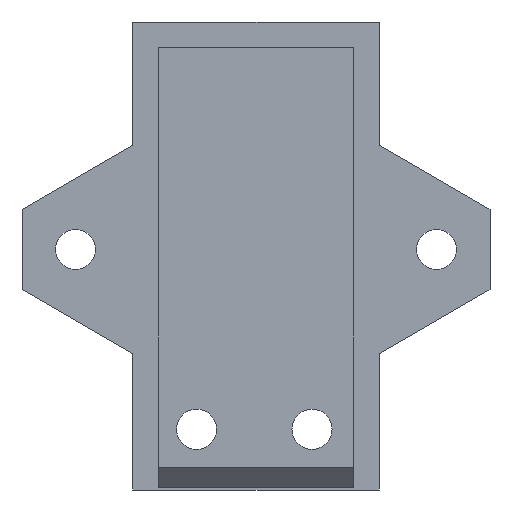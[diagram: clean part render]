
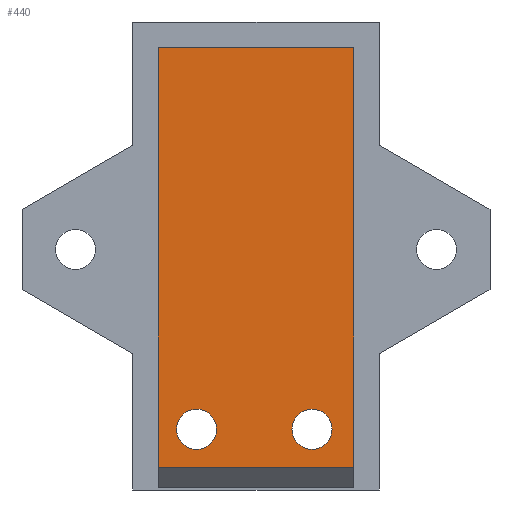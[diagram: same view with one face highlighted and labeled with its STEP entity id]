
A CAD part, front view. The second image highlights one B-rep face of the part: STEP entity #440.
In plain terms, the highlighted planar face has unit normal (0, -1, 0).
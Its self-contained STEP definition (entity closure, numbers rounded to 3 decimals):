
#15=FACE_BOUND('',#73,.T.);
#16=FACE_BOUND('',#74,.T.);
#28=PLANE('',#481);
#49=FACE_OUTER_BOUND('',#72,.T.);
#72=EDGE_LOOP('',(#334,#335,#336,#337));
#73=EDGE_LOOP('',(#338));
#74=EDGE_LOOP('',(#339));
#101=LINE('',#636,#153);
#105=LINE('',#644,#157);
#108=LINE('',#650,#160);
#111=LINE('',#654,#163);
#153=VECTOR('',#521,10.);
#157=VECTOR('',#527,10.);
#160=VECTOR('',#532,10.);
#163=VECTOR('',#537,10.);
#203=CIRCLE('',#473,1.5);
#205=CIRCLE('',#476,1.5);
#211=VERTEX_POINT('',#622);
#213=VERTEX_POINT('',#628);
#215=VERTEX_POINT('',#633);
#216=VERTEX_POINT('',#635);
#219=VERTEX_POINT('',#643);
#221=VERTEX_POINT('',#649);
#252=EDGE_CURVE('',#211,#211,#203,.T.);
#255=EDGE_CURVE('',#213,#213,#205,.T.);
#257=EDGE_CURVE('',#216,#215,#101,.T.);
#261=EDGE_CURVE('',#219,#216,#105,.T.);
#264=EDGE_CURVE('',#221,#219,#108,.T.);
#267=EDGE_CURVE('',#215,#221,#111,.T.);
#334=ORIENTED_EDGE('',*,*,#257,.T.);
#335=ORIENTED_EDGE('',*,*,#267,.T.);
#336=ORIENTED_EDGE('',*,*,#264,.T.);
#337=ORIENTED_EDGE('',*,*,#261,.T.);
#338=ORIENTED_EDGE('',*,*,#252,.T.);
#339=ORIENTED_EDGE('',*,*,#255,.T.);
#440=ADVANCED_FACE('',(#49,#15,#16),#28,.T.);
#473=AXIS2_PLACEMENT_3D('',#624,#509,#510);
#476=AXIS2_PLACEMENT_3D('',#630,#516,#517);
#481=AXIS2_PLACEMENT_3D('',#655,#538,#539);
#509=DIRECTION('center_axis',(0.,1.,0.));
#510=DIRECTION('ref_axis',(-1.,0.,0.));
#516=DIRECTION('center_axis',(0.,1.,0.));
#517=DIRECTION('ref_axis',(-1.,0.,0.));
#521=DIRECTION('',(1.,0.,0.));
#527=DIRECTION('',(0.,0.,-1.));
#532=DIRECTION('',(-1.,0.,0.));
#537=DIRECTION('',(0.,0.,1.));
#538=DIRECTION('center_axis',(0.,-1.,0.));
#539=DIRECTION('ref_axis',(0.,0.,-1.));
#622=CARTESIAN_POINT('',(-2.945,-24.,57.24));
#624=CARTESIAN_POINT('Origin',(-4.445,-24.,57.24));
#628=CARTESIAN_POINT('',(5.691,-24.,57.24));
#630=CARTESIAN_POINT('Origin',(4.191,-24.,57.24));
#633=CARTESIAN_POINT('',(7.3,-24.,54.4));
#635=CARTESIAN_POINT('',(-7.3,-24.,54.4));
#636=CARTESIAN_POINT('',(-7.3,-24.,54.4));
#643=CARTESIAN_POINT('',(-7.3,-24.,85.8));
#644=CARTESIAN_POINT('',(-7.3,-24.,85.8));
#649=CARTESIAN_POINT('',(7.3,-24.,85.8));
#650=CARTESIAN_POINT('',(7.3,-24.,85.8));
#654=CARTESIAN_POINT('',(7.3,-24.,54.4));
#655=CARTESIAN_POINT('Origin',(0.,-24.,70.1));
